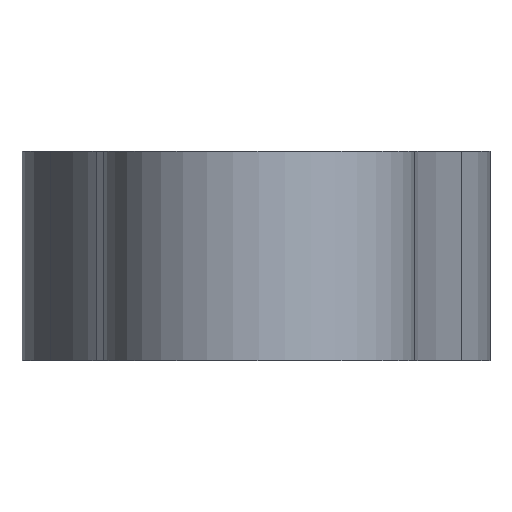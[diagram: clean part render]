
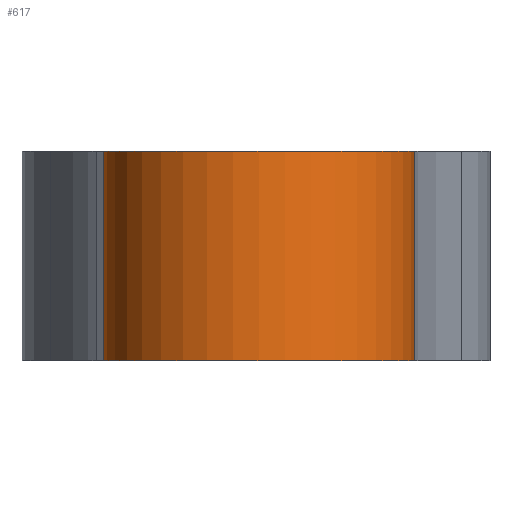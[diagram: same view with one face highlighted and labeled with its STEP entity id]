
A CAD part, left-side view. The second image highlights one B-rep face of the part: STEP entity #617.
In plain terms, the highlighted cylindrical face has radius 29.778 mm (diameter 59.557 mm), a partial arc.
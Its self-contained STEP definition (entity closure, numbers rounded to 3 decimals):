
#30 = PLANE('',#31);
#31 = AXIS2_PLACEMENT_3D('',#32,#33,#34);
#32 = CARTESIAN_POINT('',(0.,0.,-20.));
#33 = DIRECTION('',(0.,0.,1.));
#34 = DIRECTION('',(1.,0.,0.));
#150 = VERTEX_POINT('',#151);
#151 = CARTESIAN_POINT('',(-88.516,-27.229,
    -20.));
#170 = CYLINDRICAL_SURFACE('',#171,24.565);
#171 = AXIS2_PLACEMENT_3D('',#172,#173,#174);
#172 = CARTESIAN_POINT('',(-74.126,-47.138,
    -20.));
#173 = DIRECTION('',(0.,0.,1.));
#174 = DIRECTION('',(1.,0.,0.));
#181 = EDGE_CURVE('',#150,#182,#184,.T.);
#182 = VERTEX_POINT('',#183);
#183 = CARTESIAN_POINT('',(-88.516,21.039,
    -20.));
#184 = SURFACE_CURVE('',#185,(#190,#201),.PCURVE_S2.);
#185 = CIRCLE('',#186,29.778);
#186 = AXIS2_PLACEMENT_3D('',#187,#188,#189);
#187 = CARTESIAN_POINT('',(-105.96,-3.095,
    -20.));
#188 = DIRECTION('',(0.,0.,-1.));
#189 = DIRECTION('',(1.,0.,0.));
#190 = PCURVE('',#30,#191);
#191 = DEFINITIONAL_REPRESENTATION('',(#192),#200);
#192 = ( BOUNDED_CURVE() B_SPLINE_CURVE(2,(#193,#194,#195,#196,#197,#198
,#199),.UNSPECIFIED.,.T.,.F.) B_SPLINE_CURVE_WITH_KNOTS((1,2,2,2,2,1),(
    -2.094,0.,2.094,4.189,6.283,
8.378),.UNSPECIFIED.) CURVE() GEOMETRIC_REPRESENTATION_ITEM() 
RATIONAL_B_SPLINE_CURVE((1.,0.5,1.,0.5,1.,0.5,1.)) REPRESENTATION_ITEM(
  '') );
#193 = CARTESIAN_POINT('',(-76.182,-3.095));
#194 = CARTESIAN_POINT('',(-76.182,-54.673));
#195 = CARTESIAN_POINT('',(-120.85,-28.884));
#196 = CARTESIAN_POINT('',(-165.517,-3.095));
#197 = CARTESIAN_POINT('',(-120.85,22.694));
#198 = CARTESIAN_POINT('',(-76.182,48.483));
#199 = CARTESIAN_POINT('',(-76.182,-3.095));
#200 = ( GEOMETRIC_REPRESENTATION_CONTEXT(2) 
PARAMETRIC_REPRESENTATION_CONTEXT() REPRESENTATION_CONTEXT('2D SPACE',''
  ) );
#201 = PCURVE('',#202,#207);
#202 = CYLINDRICAL_SURFACE('',#203,29.778);
#203 = AXIS2_PLACEMENT_3D('',#204,#205,#206);
#204 = CARTESIAN_POINT('',(-105.96,-3.095,
    -20.));
#205 = DIRECTION('',(0.,0.,-1.));
#206 = DIRECTION('',(1.,0.,0.));
#207 = DEFINITIONAL_REPRESENTATION('',(#208),#211);
#208 = B_SPLINE_CURVE_WITH_KNOTS('',1,(#209,#210),.UNSPECIFIED.,.F.,.F.,
  (2,2),(0.945,5.338),.PIECEWISE_BEZIER_KNOTS.);
#209 = CARTESIAN_POINT('',(0.945,0.));
#210 = CARTESIAN_POINT('',(5.338,0.));
#211 = ( GEOMETRIC_REPRESENTATION_CONTEXT(2) 
PARAMETRIC_REPRESENTATION_CONTEXT() REPRESENTATION_CONTEXT('2D SPACE',''
  ) );
#234 = CYLINDRICAL_SURFACE('',#235,20.419);
#235 = AXIS2_PLACEMENT_3D('',#236,#237,#238);
#236 = CARTESIAN_POINT('',(-76.555,37.588,
    -20.));
#237 = DIRECTION('',(0.,0.,1.));
#238 = DIRECTION('',(1.,0.,0.));
#380 = PLANE('',#381);
#381 = AXIS2_PLACEMENT_3D('',#382,#383,#384);
#382 = CARTESIAN_POINT('',(0.,0.,20.));
#383 = DIRECTION('',(0.,0.,1.));
#384 = DIRECTION('',(1.,0.,0.));
#572 = VERTEX_POINT('',#573);
#573 = CARTESIAN_POINT('',(-88.516,-27.229,
    20.));
#598 = EDGE_CURVE('',#150,#572,#599,.T.);
#599 = SURFACE_CURVE('',#600,(#604,#610),.PCURVE_S2.);
#600 = LINE('',#601,#602);
#601 = CARTESIAN_POINT('',(-88.516,-27.229,
    -20.));
#602 = VECTOR('',#603,1.);
#603 = DIRECTION('',(0.,0.,1.));
#604 = PCURVE('',#170,#605);
#605 = DEFINITIONAL_REPRESENTATION('',(#606),#609);
#606 = B_SPLINE_CURVE_WITH_KNOTS('',1,(#607,#608),.UNSPECIFIED.,.F.,.F.,
  (2,2),(0.,40.),.PIECEWISE_BEZIER_KNOTS.);
#607 = CARTESIAN_POINT('',(2.197,0.));
#608 = CARTESIAN_POINT('',(2.197,40.));
#609 = ( GEOMETRIC_REPRESENTATION_CONTEXT(2) 
PARAMETRIC_REPRESENTATION_CONTEXT() REPRESENTATION_CONTEXT('2D SPACE',''
  ) );
#610 = PCURVE('',#202,#611);
#611 = DEFINITIONAL_REPRESENTATION('',(#612),#615);
#612 = B_SPLINE_CURVE_WITH_KNOTS('',1,(#613,#614),.UNSPECIFIED.,.F.,.F.,
  (2,2),(0.,40.),.PIECEWISE_BEZIER_KNOTS.);
#613 = CARTESIAN_POINT('',(0.945,0.));
#614 = CARTESIAN_POINT('',(0.945,-40.));
#615 = ( GEOMETRIC_REPRESENTATION_CONTEXT(2) 
PARAMETRIC_REPRESENTATION_CONTEXT() REPRESENTATION_CONTEXT('2D SPACE',''
  ) );
#617 = ADVANCED_FACE('',(#618),#202,.T.);
#618 = FACE_BOUND('',#619,.T.);
#619 = EDGE_LOOP('',(#620,#621,#648,#667));
#620 = ORIENTED_EDGE('',*,*,#598,.T.);
#621 = ORIENTED_EDGE('',*,*,#622,.T.);
#622 = EDGE_CURVE('',#572,#623,#625,.T.);
#623 = VERTEX_POINT('',#624);
#624 = CARTESIAN_POINT('',(-88.516,21.039,
    20.));
#625 = SURFACE_CURVE('',#626,(#631,#637),.PCURVE_S2.);
#626 = CIRCLE('',#627,29.778);
#627 = AXIS2_PLACEMENT_3D('',#628,#629,#630);
#628 = CARTESIAN_POINT('',(-105.96,-3.095,
    20.));
#629 = DIRECTION('',(0.,0.,-1.));
#630 = DIRECTION('',(1.,0.,0.));
#631 = PCURVE('',#202,#632);
#632 = DEFINITIONAL_REPRESENTATION('',(#633),#636);
#633 = B_SPLINE_CURVE_WITH_KNOTS('',1,(#634,#635),.UNSPECIFIED.,.F.,.F.,
  (2,2),(0.945,5.338),.PIECEWISE_BEZIER_KNOTS.);
#634 = CARTESIAN_POINT('',(0.945,-40.));
#635 = CARTESIAN_POINT('',(5.338,-40.));
#636 = ( GEOMETRIC_REPRESENTATION_CONTEXT(2) 
PARAMETRIC_REPRESENTATION_CONTEXT() REPRESENTATION_CONTEXT('2D SPACE',''
  ) );
#637 = PCURVE('',#380,#638);
#638 = DEFINITIONAL_REPRESENTATION('',(#639),#647);
#639 = ( BOUNDED_CURVE() B_SPLINE_CURVE(2,(#640,#641,#642,#643,#644,#645
,#646),.UNSPECIFIED.,.T.,.F.) B_SPLINE_CURVE_WITH_KNOTS((1,2,2,2,2,1),(
    -2.094,0.,2.094,4.189,6.283,
8.378),.UNSPECIFIED.) CURVE() GEOMETRIC_REPRESENTATION_ITEM() 
RATIONAL_B_SPLINE_CURVE((1.,0.5,1.,0.5,1.,0.5,1.)) REPRESENTATION_ITEM(
  '') );
#640 = CARTESIAN_POINT('',(-76.182,-3.095));
#641 = CARTESIAN_POINT('',(-76.182,-54.673));
#642 = CARTESIAN_POINT('',(-120.85,-28.884));
#643 = CARTESIAN_POINT('',(-165.517,-3.095));
#644 = CARTESIAN_POINT('',(-120.85,22.694));
#645 = CARTESIAN_POINT('',(-76.182,48.483));
#646 = CARTESIAN_POINT('',(-76.182,-3.095));
#647 = ( GEOMETRIC_REPRESENTATION_CONTEXT(2) 
PARAMETRIC_REPRESENTATION_CONTEXT() REPRESENTATION_CONTEXT('2D SPACE',''
  ) );
#648 = ORIENTED_EDGE('',*,*,#649,.F.);
#649 = EDGE_CURVE('',#182,#623,#650,.T.);
#650 = SURFACE_CURVE('',#651,(#655,#661),.PCURVE_S2.);
#651 = LINE('',#652,#653);
#652 = CARTESIAN_POINT('',(-88.516,21.039,
    -20.));
#653 = VECTOR('',#654,1.);
#654 = DIRECTION('',(0.,0.,1.));
#655 = PCURVE('',#202,#656);
#656 = DEFINITIONAL_REPRESENTATION('',(#657),#660);
#657 = B_SPLINE_CURVE_WITH_KNOTS('',1,(#658,#659),.UNSPECIFIED.,.F.,.F.,
  (2,2),(0.,40.),.PIECEWISE_BEZIER_KNOTS.);
#658 = CARTESIAN_POINT('',(5.338,0.));
#659 = CARTESIAN_POINT('',(5.338,-40.));
#660 = ( GEOMETRIC_REPRESENTATION_CONTEXT(2) 
PARAMETRIC_REPRESENTATION_CONTEXT() REPRESENTATION_CONTEXT('2D SPACE',''
  ) );
#661 = PCURVE('',#234,#662);
#662 = DEFINITIONAL_REPRESENTATION('',(#663),#666);
#663 = B_SPLINE_CURVE_WITH_KNOTS('',1,(#664,#665),.UNSPECIFIED.,.F.,.F.,
  (2,2),(0.,40.),.PIECEWISE_BEZIER_KNOTS.);
#664 = CARTESIAN_POINT('',(4.087,0.));
#665 = CARTESIAN_POINT('',(4.087,40.));
#666 = ( GEOMETRIC_REPRESENTATION_CONTEXT(2) 
PARAMETRIC_REPRESENTATION_CONTEXT() REPRESENTATION_CONTEXT('2D SPACE',''
  ) );
#667 = ORIENTED_EDGE('',*,*,#181,.F.);
